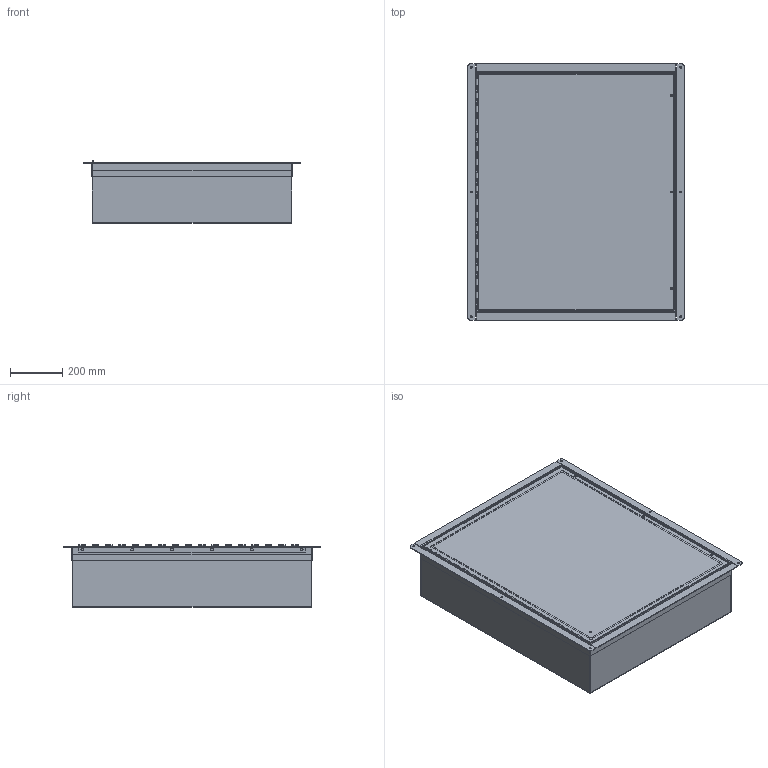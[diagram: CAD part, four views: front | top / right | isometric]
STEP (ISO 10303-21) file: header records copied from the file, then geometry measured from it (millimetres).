
FILE_DESCRIPTION(/* description */ ('36X30X8 WAFM TUB'),/* implementation_level */ '2;1');
FILE_NAME(/* name */ 'WA363008FM.stp',/* time_stamp */ '2014-11-11T21:44:44+05:00',/* author */ ('schinnathambi'),/* organization */ (''),/* preprocessor_version */ 'ST-DEVELOPER v15.2',/* originating_system */ 'Autodesk Inventor 2014',/* authorisation */ '');
FILE_SCHEMA (('AUTOMOTIVE_DESIGN { 1 0 10303 214 3 1 1 }'));
Length unit declared in the file: inch
Products named in the file (11): WA363008FMBKP; WA3630FMLID; 388116; H6010103T; H6010103; 38846; 38853; 30633; 30634; 36X30; WA363008FM
Bounding box: 825.5 x 977.9 x 238.76 mm (x, y, z)
Volume: 5443842.8 mm3; surface area: 5318969.6 mm2
Topology: 18 solids, 18 shells, 518 faces, 1148 edges, 682 vertices
Faces by surface type: plane 308, cylinder 150, bspline 44, cone 10, torus 6
Full cylindrical faces by diameter (mm): 0.787 x3, 3.962 x3, 6.35 x1, 7.137 x9, 7.938 x3, 8.382 x12, 8.56 x1, 9.525 x6, 15.875 x6
Entity records: 13239 total; most frequent: CARTESIAN_POINT 3272, DIRECTION 1902, ORIENTED_EDGE 1888, EDGE_CURVE 944, LINE 676, VECTOR 676, AXIS2_PLACEMENT_3D 613, VERTEX_POINT 568
